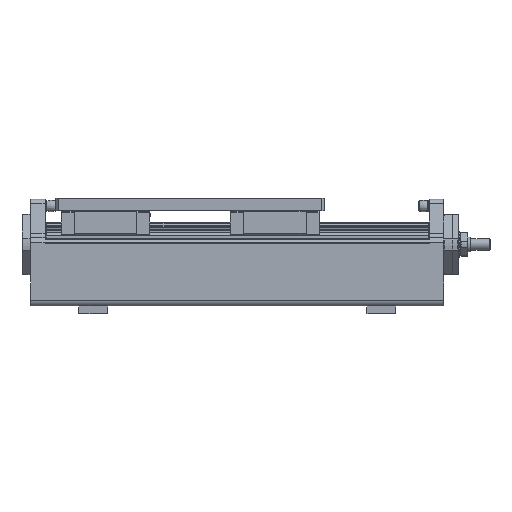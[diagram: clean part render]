
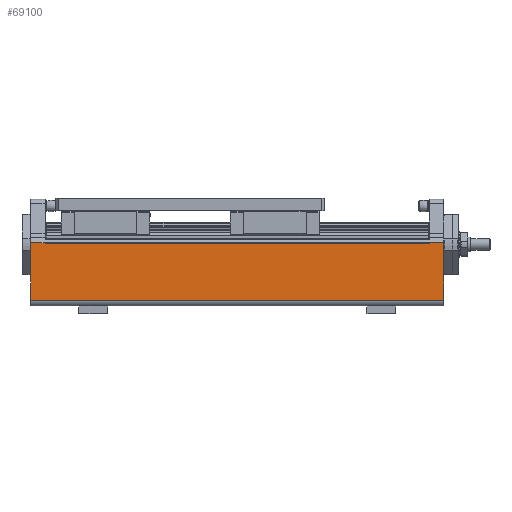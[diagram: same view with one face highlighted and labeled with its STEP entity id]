
A CAD part, left-side view. The second image highlights one B-rep face of the part: STEP entity #69100.
In plain terms, the highlighted planar face has unit normal (-1, 0, 0).
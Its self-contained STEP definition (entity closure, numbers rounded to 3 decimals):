
#1471=CARTESIAN_POINT('',(11.75,1015.0,14.));
#1472=VERTEX_POINT('',#1471);
#1480=CARTESIAN_POINT('',(11.75,1015.0,74.));
#1481=VERTEX_POINT('',#1480);
#1482=CARTESIAN_POINT('',(11.75,1015.0,74.));
#1483=DIRECTION('',(0.0,0.0,-1.0));
#1484=VECTOR('',#1483,60.);
#1485=LINE('',#1482,#1484);
#1486=EDGE_CURVE('',#1481,#1472,#1485,.T.);
#6050=CARTESIAN_POINT('',(11.75,585.0,74.));
#6051=VERTEX_POINT('',#6050);
#6060=CARTESIAN_POINT('',(11.75,585.0,14.));
#6061=VERTEX_POINT('',#6060);
#6062=CARTESIAN_POINT('',(11.75,585.0,14.));
#6063=DIRECTION('',(0.0,0.0,1.0));
#6064=VECTOR('',#6063,60.);
#6065=LINE('',#6062,#6064);
#6066=EDGE_CURVE('',#6061,#6051,#6065,.T.);
#68002=CARTESIAN_POINT('',(11.75,600.0,74.));
#68003=VERTEX_POINT('',#68002);
#68010=CARTESIAN_POINT('',(11.75,600.0,74.));
#68011=DIRECTION('',(0.0,-1.0,0.0));
#68012=VECTOR('',#68011,15.0);
#68013=LINE('',#68010,#68012);
#68014=EDGE_CURVE('',#68003,#6051,#68013,.T.);
#68063=CARTESIAN_POINT('',(11.75,1000.0,74.));
#68064=VERTEX_POINT('',#68063);
#68065=CARTESIAN_POINT('',(11.75,1015.0,74.));
#68066=DIRECTION('',(0.0,-1.0,0.0));
#68067=VECTOR('',#68066,15.0);
#68068=LINE('',#68065,#68067);
#68069=EDGE_CURVE('',#1481,#68064,#68068,.T.);
#68119=CARTESIAN_POINT('',(11.75,1000.0,73.2));
#68120=VERTEX_POINT('',#68119);
#68128=CARTESIAN_POINT('',(11.75,600.0,73.2));
#68129=VERTEX_POINT('',#68128);
#68130=CARTESIAN_POINT('',(11.75,1000.0,73.2));
#68131=DIRECTION('',(0.0,-1.0,0.0));
#68132=VECTOR('',#68131,400.0);
#68133=LINE('',#68130,#68132);
#68134=EDGE_CURVE('',#68120,#68129,#68133,.T.);
#69070=CARTESIAN_POINT('',(11.75,1002.5,8.));
#69071=DIRECTION('',(-1.0,0.0,0.0));
#69072=DIRECTION('',(0.0,-1.0,0.0));
#69073=AXIS2_PLACEMENT_3D('',#69070,#69071,#69072);
#69074=PLANE('',#69073);
#69075=CARTESIAN_POINT('',(11.75,585.0,14.));
#69076=DIRECTION('',(0.0,1.0,0.0));
#69077=VECTOR('',#69076,430.0);
#69078=LINE('',#69075,#69077);
#69079=EDGE_CURVE('',#6061,#1472,#69078,.T.);
#69080=ORIENTED_EDGE('',*,*,#69079,.F.);
#69081=ORIENTED_EDGE('',*,*,#6066,.T.);
#69082=ORIENTED_EDGE('',*,*,#68014,.F.);
#69083=CARTESIAN_POINT('',(11.75,600.0,74.));
#69084=DIRECTION('',(0.0,0.0,-1.0));
#69085=VECTOR('',#69084,0.8);
#69086=LINE('',#69083,#69085);
#69087=EDGE_CURVE('',#68003,#68129,#69086,.T.);
#69088=ORIENTED_EDGE('',*,*,#69087,.T.);
#69089=ORIENTED_EDGE('',*,*,#68134,.F.);
#69090=CARTESIAN_POINT('',(11.75,1000.0,73.2));
#69091=DIRECTION('',(0.,0.0,1.0));
#69092=VECTOR('',#69091,0.8);
#69093=LINE('',#69090,#69092);
#69094=EDGE_CURVE('',#68120,#68064,#69093,.T.);
#69095=ORIENTED_EDGE('',*,*,#69094,.T.);
#69096=ORIENTED_EDGE('',*,*,#68069,.F.);
#69097=ORIENTED_EDGE('',*,*,#1486,.T.);
#69098=EDGE_LOOP('',(#69080,#69081,#69082,#69088,#69089,#69095,#69096,#69097));
#69099=FACE_OUTER_BOUND('',#69098,.T.);
#69100=ADVANCED_FACE('',(#69099),#69074,.T.);
